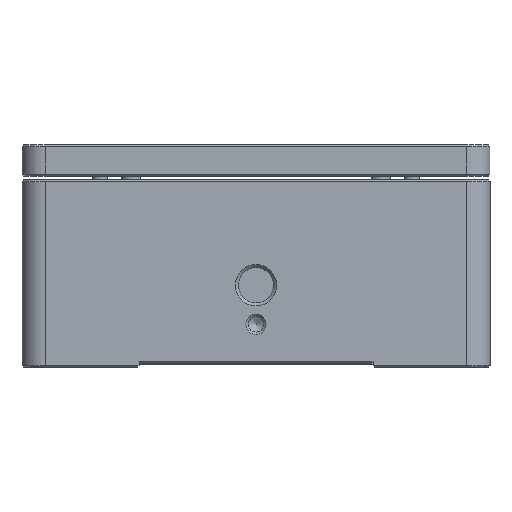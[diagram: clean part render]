
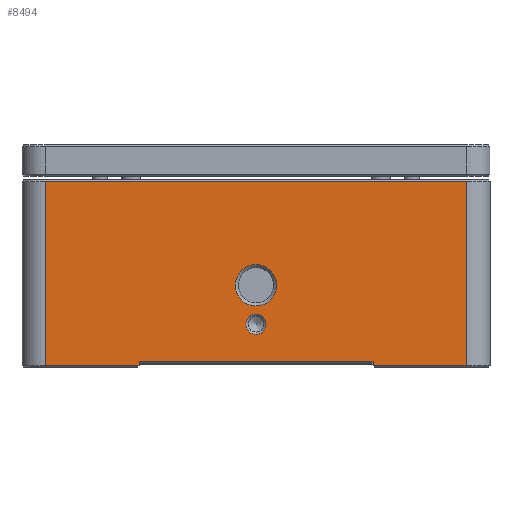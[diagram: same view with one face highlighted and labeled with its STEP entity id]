
A CAD part, front view. The second image highlights one B-rep face of the part: STEP entity #8494.
In plain terms, the highlighted planar face has unit normal (0, -1, 0).
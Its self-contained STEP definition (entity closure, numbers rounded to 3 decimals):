
#469=PLANE('',#10764);
#1061=CIRCLE('',#10709,2.65);
#1063=CIRCLE('',#10714,1.3);
#3204=ORIENTED_EDGE('',*,*,#4238,.T.);
#3205=ORIENTED_EDGE('',*,*,#4398,.T.);
#3206=ORIENTED_EDGE('',*,*,#4213,.T.);
#3207=ORIENTED_EDGE('',*,*,#4362,.T.);
#3208=ORIENTED_EDGE('',*,*,#4336,.T.);
#3209=ORIENTED_EDGE('',*,*,#4363,.F.);
#3210=ORIENTED_EDGE('',*,*,#4229,.T.);
#3211=ORIENTED_EDGE('',*,*,#4434,.F.);
#3212=ORIENTED_EDGE('',*,*,#4383,.T.);
#3213=ORIENTED_EDGE('',*,*,#4381,.T.);
#4213=EDGE_CURVE('',#5047,#5043,#5551,.T.);
#4229=EDGE_CURVE('',#5058,#5056,#5565,.T.);
#4238=EDGE_CURVE('',#5063,#5066,#5574,.T.);
#4336=EDGE_CURVE('',#5124,#5134,#5642,.T.);
#4362=EDGE_CURVE('',#5043,#5124,#5662,.T.);
#4363=EDGE_CURVE('',#5058,#5134,#5663,.T.);
#4381=EDGE_CURVE('',#5157,#5157,#1061,.T.);
#4383=EDGE_CURVE('',#5160,#5160,#1063,.T.);
#4398=EDGE_CURVE('',#5066,#5047,#5683,.T.);
#4434=EDGE_CURVE('',#5063,#5056,#5709,.T.);
#5043=VERTEX_POINT('',#15834);
#5047=VERTEX_POINT('',#15846);
#5056=VERTEX_POINT('',#15871);
#5058=VERTEX_POINT('',#15877);
#5063=VERTEX_POINT('',#15894);
#5066=VERTEX_POINT('',#15899);
#5124=VERTEX_POINT('',#16078);
#5134=VERTEX_POINT('',#16108);
#5157=VERTEX_POINT('',#16194);
#5160=VERTEX_POINT('',#16202);
#5551=LINE('',#15849,#6073);
#5565=LINE('',#15881,#6087);
#5574=LINE('',#15900,#6096);
#5642=LINE('',#16109,#6164);
#5662=LINE('',#16156,#6184);
#5663=LINE('',#16158,#6185);
#5683=LINE('',#16237,#6205);
#5709=LINE('',#16310,#6231);
#6073=VECTOR('',#12726,1000.);
#6087=VECTOR('',#12756,1000.);
#6096=VECTOR('',#12769,1000.);
#6164=VECTOR('',#12967,1000.);
#6184=VECTOR('',#13019,1000.);
#6185=VECTOR('',#13022,1000.);
#6205=VECTOR('',#13110,1000.);
#6231=VECTOR('',#13204,1000.);
#6995=EDGE_LOOP('',(#3204,#3205,#3206,#3207,#3208,#3209,#3210,#3211));
#6996=EDGE_LOOP('',(#3212));
#6997=EDGE_LOOP('',(#3213));
#7795=FACE_BOUND('',#6995,.T.);
#7796=FACE_BOUND('',#6996,.T.);
#7797=FACE_BOUND('',#6997,.T.);
#8494=ADVANCED_FACE('',(#7795,#7796,#7797),#469,.F.);
#10709=AXIS2_PLACEMENT_3D('',#16193,#13058,#13059);
#10714=AXIS2_PLACEMENT_3D('',#16201,#13068,#13069);
#10764=AXIS2_PLACEMENT_3D('',#16309,#13202,#13203);
#12726=DIRECTION('',(1.,0.,0.));
#12756=DIRECTION('',(1.,0.,0.));
#12769=DIRECTION('',(1.,0.,0.));
#12967=DIRECTION('',(-1.,0.,0.));
#13019=DIRECTION('',(0.,0.,1.));
#13022=DIRECTION('',(0.,0.,1.));
#13058=DIRECTION('',(0.,1.,0.));
#13059=DIRECTION('',(-1.,0.,0.));
#13068=DIRECTION('',(0.,1.,0.));
#13069=DIRECTION('',(-1.,0.,0.));
#13110=DIRECTION('',(0.,0.,-1.));
#13202=DIRECTION('',(0.,1.,0.));
#13203=DIRECTION('',(1.,0.,0.));
#13204=DIRECTION('',(0.,0.,-1.));
#15834=CARTESIAN_POINT('',(27.,-30.,0.2));
#15846=CARTESIAN_POINT('',(15.,-30.,0.2));
#15849=CARTESIAN_POINT('',(27.,-30.,0.2));
#15871=CARTESIAN_POINT('',(-15.,-30.,0.2));
#15877=CARTESIAN_POINT('',(-27.,-30.,0.2));
#15881=CARTESIAN_POINT('',(-15.,-30.,0.2));
#15894=CARTESIAN_POINT('',(-15.,-30.,0.7));
#15899=CARTESIAN_POINT('',(15.,-30.,0.7));
#15900=CARTESIAN_POINT('',(30.,-30.,0.7));
#16078=CARTESIAN_POINT('',(27.,-30.,23.8));
#16108=CARTESIAN_POINT('',(-27.,-30.,23.8));
#16109=CARTESIAN_POINT('',(30.,-30.,23.8));
#16156=CARTESIAN_POINT('',(27.,-30.,0.));
#16158=CARTESIAN_POINT('',(-27.,-30.,0.));
#16193=CARTESIAN_POINT('',(0.,-30.,10.5));
#16194=CARTESIAN_POINT('',(-2.65,-30.,10.5));
#16201=CARTESIAN_POINT('',(0.,-30.,5.5));
#16202=CARTESIAN_POINT('',(-1.3,-30.,5.5));
#16237=CARTESIAN_POINT('',(15.,-30.,0.5));
#16309=CARTESIAN_POINT('',(30.,-30.,0.));
#16310=CARTESIAN_POINT('',(-15.,-30.,0.5));
